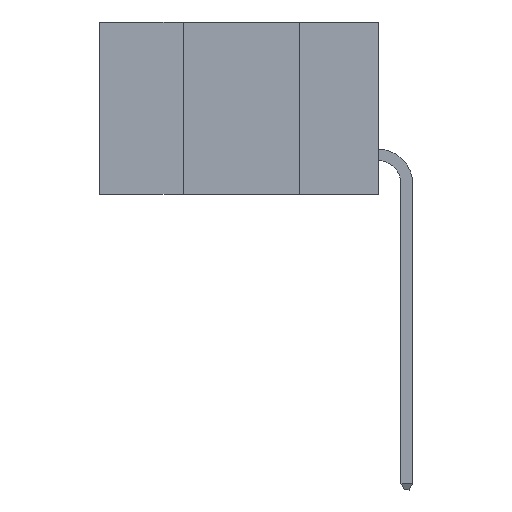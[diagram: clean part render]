
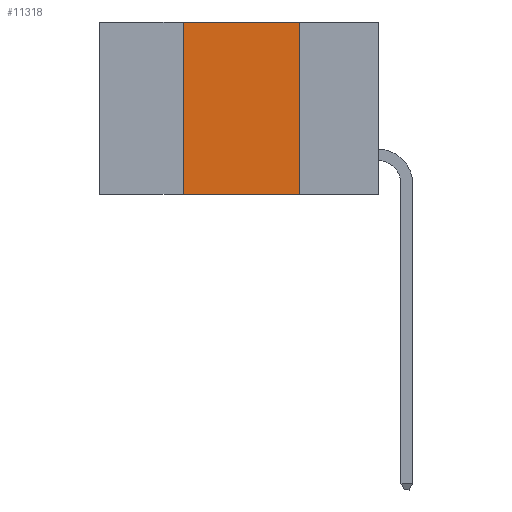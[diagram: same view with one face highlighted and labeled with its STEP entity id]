
A CAD part, left-side view. The second image highlights one B-rep face of the part: STEP entity #11318.
In plain terms, the highlighted planar face has unit normal (-1, 0, 0).
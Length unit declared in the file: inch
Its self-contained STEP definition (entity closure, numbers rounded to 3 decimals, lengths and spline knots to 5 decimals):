
#107 = DIRECTION ( 'NONE',  ( 0., 0., 1. ) ) ;
#436 = VERTEX_POINT ( 'NONE', #9148 ) ;
#920 = ORIENTED_EDGE ( 'NONE', *, *, #8157, .T. ) ;
#1030 = DIRECTION ( 'NONE',  ( 0., -1., 0. ) ) ;
#1111 = DIRECTION ( 'NONE',  ( 0., 0., -1. ) ) ;
#1180 = CARTESIAN_POINT ( 'NONE',  ( 0., 0.6, -0.37 ) ) ;
#1285 = LINE ( 'NONE', #7701, #5690 ) ;
#1443 = LINE ( 'NONE', #13256, #12756 ) ;
#2130 = VERTEX_POINT ( 'NONE', #12676 ) ;
#2222 = LINE ( 'NONE', #9056, #4847 ) ;
#3428 = EDGE_CURVE ( 'NONE', #2130, #436, #1443, .T. ) ;
#3530 = DIRECTION ( 'NONE',  ( 0., 0., -1. ) ) ;
#4847 = VECTOR ( 'NONE', #3530, 39.37008 ) ;
#5028 = FACE_OUTER_BOUND ( 'NONE', #8632, .T. ) ;
#5600 = PLANE ( 'NONE',  #8904 ) ;
#5690 = VECTOR ( 'NONE', #1030, 39.37008 ) ;
#6078 = CARTESIAN_POINT ( 'NONE',  ( 0., 0.17, -0.37 ) ) ;
#6168 = CARTESIAN_POINT ( 'NONE',  ( 0., 0.17, 0. ) ) ;
#7029 = ORIENTED_EDGE ( 'NONE', *, *, #3428, .F. ) ;
#7701 = CARTESIAN_POINT ( 'NONE',  ( 0., 0.6, 0. ) ) ;
#7767 = DIRECTION ( 'NONE',  ( 1., 0., 0. ) ) ;
#8157 = EDGE_CURVE ( 'NONE', #2130, #10951, #11662, .T. ) ;
#8235 = EDGE_CURVE ( 'NONE', #8427, #10951, #2222, .T. ) ;
#8427 = VERTEX_POINT ( 'NONE', #6168 ) ;
#8632 = EDGE_LOOP ( 'NONE', ( #11907, #13093, #7029, #920 ) ) ;
#8904 = AXIS2_PLACEMENT_3D ( 'NONE', #14214, #7767, #1111 ) ;
#9056 = CARTESIAN_POINT ( 'NONE',  ( 0., 0.17, 0. ) ) ;
#9148 = CARTESIAN_POINT ( 'NONE',  ( 0., 0.42, 0. ) ) ;
#10951 = VERTEX_POINT ( 'NONE', #6078 ) ;
#11318 = ADVANCED_FACE ( 'NONE', ( #5028 ), #5600, .F. ) ;
#11324 = VECTOR ( 'NONE', #12192, 39.37008 ) ;
#11662 = LINE ( 'NONE', #1180, #11324 ) ;
#11907 = ORIENTED_EDGE ( 'NONE', *, *, #8235, .F. ) ;
#12192 = DIRECTION ( 'NONE',  ( 0., -1., 0. ) ) ;
#12676 = CARTESIAN_POINT ( 'NONE',  ( 0., 0.42, -0.37 ) ) ;
#12756 = VECTOR ( 'NONE', #107, 39.37008 ) ;
#12969 = EDGE_CURVE ( 'NONE', #436, #8427, #1285, .T. ) ;
#13093 = ORIENTED_EDGE ( 'NONE', *, *, #12969, .F. ) ;
#13256 = CARTESIAN_POINT ( 'NONE',  ( 0., 0.42, 0. ) ) ;
#14214 = CARTESIAN_POINT ( 'NONE',  ( 0., 0.6, 0. ) ) ;
